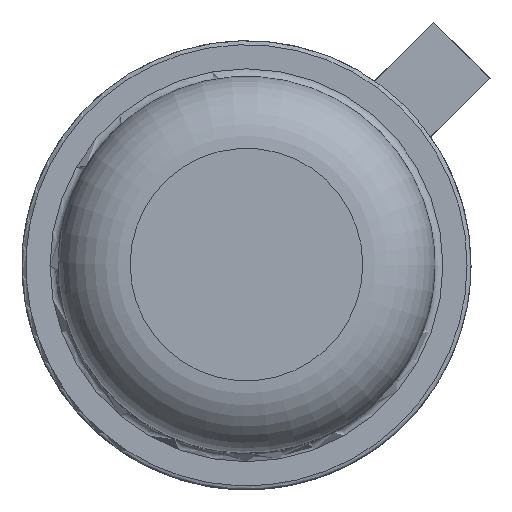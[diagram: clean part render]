
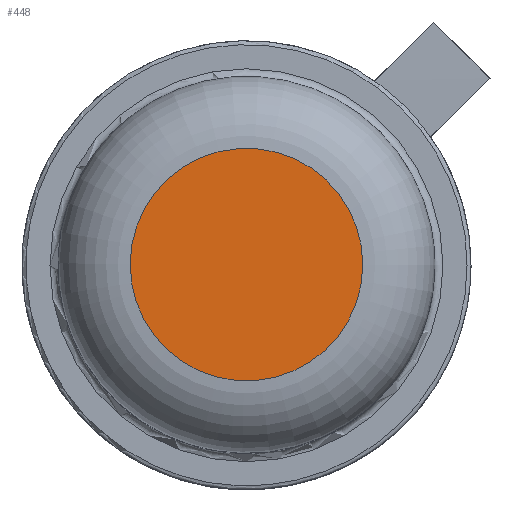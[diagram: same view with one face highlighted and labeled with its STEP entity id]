
A CAD part, top view. The second image highlights one B-rep face of the part: STEP entity #448.
In plain terms, the highlighted planar face has unit normal (0, 0, 1).
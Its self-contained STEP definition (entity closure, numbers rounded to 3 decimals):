
#448=ADVANCED_FACE('',(#1176),#1178,.F.);
#1176=FACE_BOUND('',#1177,.T.);
#1177=EDGE_LOOP('',(#2212));
#1178=PLANE('',#1179);
#1179=AXIS2_PLACEMENT_3D('',#1180,#1181,#1182);
#1180=CARTESIAN_POINT('',(0.,0.,5.));
#1181=DIRECTION('',(0.,0.,-1.));
#1182=DIRECTION('',(-1.,0.,0.));
#2212=ORIENTED_EDGE('',*,*,#2424,.F.);
#2424=EDGE_CURVE('',#2569,#2569,#2570,.T.);
#2569=VERTEX_POINT('',#4181);
#2570=B_SPLINE_CURVE_WITH_KNOTS('',3,
(#4182,#4183,#4184,#4185,#4186,#4187,#4188,#4189,#4190,#4191,#4192,#4193,#4194,#4195,
#4196,#4197,#4198,#4199,#4200,#4201,#4202,#4203,#4204,#4205,#4206,#4207,#4208,#4209,
#4210,#4211,#4212,#4213,#4214,#4215,#4216,#4217,#4218,#4219,#4220,#4221,#4222,#4223,
#4224,#4225,#4226,#4227,#4228,#4229,#4230,#4231,#4232,#4233,#4234,#4235,#4236,#4237,
#4238,#4239,#4240,#4241,#4242,#4243,#4244,#4245,#4246,#4247,#4248,#4249,#4250,#4251,
#4252,#4253,#4254,#4255,#4256,#4257,#4258,#4259,#4260,#4261,#4262,#4263,#4264,#4265,
#4266,#4267,#4268,#4269,#4270,#4271,#4272,#4273,#4274,#4275,#4276,#4277,#4278,#4279,
#4280,#4281,#4282,#4283,#4284,#4285,#4286,#4287),
.UNSPECIFIED.,.T.,.F.,
(4,2,2,2,2,2,2,2,2,2,2,2,2,2,2,2,2,2,2,2,2,2,2,2,2,2,2,2,2,2,2,2,2,2,2,2,2,2,2,2,
2,2,2,2,2,2,2,2,2,2,2,2,4),
(0.,0.018,0.038,0.058,0.079,0.1,
0.121,0.141,0.162,0.182,0.202,
0.222,0.242,0.262,0.282,0.302,
0.322,0.342,0.361,0.381,0.4,
0.42,0.439,0.458,0.477,0.495,
0.5,0.518,0.538,0.558,0.579,0.6,
0.621,0.641,0.662,0.682,0.702,
0.722,0.742,0.762,0.782,0.802,
0.822,0.842,0.861,0.881,0.9,
0.92,0.939,0.958,0.977,0.995,
1.),
.UNSPECIFIED.);
#4181=CARTESIAN_POINT('',(1.45,0.,5.));
#4182=CARTESIAN_POINT('',(1.45,0.,5.));
#4183=CARTESIAN_POINT('',(1.45,-0.056,5.));
#4184=CARTESIAN_POINT('',(1.447,-0.111,5.));
#4185=CARTESIAN_POINT('',(1.434,-0.225,5.));
#4186=CARTESIAN_POINT('',(1.423,-0.284,5.));
#4187=CARTESIAN_POINT('',(1.395,-0.402,5.));
#4188=CARTESIAN_POINT('',(1.376,-0.462,5.));
#4189=CARTESIAN_POINT('',(1.331,-0.579,5.));
#4190=CARTESIAN_POINT('',(1.304,-0.637,5.));
#4191=CARTESIAN_POINT('',(1.244,-0.748,5.));
#4192=CARTESIAN_POINT('',(1.21,-0.802,5.));
#4193=CARTESIAN_POINT('',(1.136,-0.903,5.));
#4194=CARTESIAN_POINT('',(1.096,-0.951,5.));
#4195=CARTESIAN_POINT('',(1.01,-1.042,5.));
#4196=CARTESIAN_POINT('',(0.964,-1.085,5.));
#4197=CARTESIAN_POINT('',(0.868,-1.163,5.));
#4198=CARTESIAN_POINT('',(0.817,-1.199,5.));
#4199=CARTESIAN_POINT('',(0.712,-1.265,5.));
#4200=CARTESIAN_POINT('',(0.657,-1.294,5.));
#4201=CARTESIAN_POINT('',(0.546,-1.345,5.));
#4202=CARTESIAN_POINT('',(0.488,-1.367,5.));
#4203=CARTESIAN_POINT('',(0.371,-1.403,5.));
#4204=CARTESIAN_POINT('',(0.311,-1.418,5.));
#4205=CARTESIAN_POINT('',(0.191,-1.439,5.));
#4206=CARTESIAN_POINT('',(0.13,-1.445,5.));
#4207=CARTESIAN_POINT('',(0.008,-1.451,5.));
#4208=CARTESIAN_POINT('',(-0.053,-1.45,5.));
#4209=CARTESIAN_POINT('',(-0.173,-1.441,5.));
#4210=CARTESIAN_POINT('',(-0.234,-1.432,5.));
#4211=CARTESIAN_POINT('',(-0.352,-1.408,5.));
#4212=CARTESIAN_POINT('',(-0.41,-1.392,5.));
#4213=CARTESIAN_POINT('',(-0.524,-1.353,5.));
#4214=CARTESIAN_POINT('',(-0.58,-1.33,5.));
#4215=CARTESIAN_POINT('',(-0.687,-1.278,5.));
#4216=CARTESIAN_POINT('',(-0.74,-1.248,5.));
#4217=CARTESIAN_POINT('',(-0.84,-1.184,5.));
#4218=CARTESIAN_POINT('',(-0.888,-1.148,5.));
#4219=CARTESIAN_POINT('',(-0.979,-1.072,5.));
#4220=CARTESIAN_POINT('',(-1.022,-1.03,5.));
#4221=CARTESIAN_POINT('',(-1.102,-0.944,5.));
#4222=CARTESIAN_POINT('',(-1.14,-0.898,5.));
#4223=CARTESIAN_POINT('',(-1.209,-0.803,5.));
#4224=CARTESIAN_POINT('',(-1.241,-0.753,5.));
#4225=CARTESIAN_POINT('',(-1.297,-0.65,5.));
#4226=CARTESIAN_POINT('',(-1.323,-0.597,5.));
#4227=CARTESIAN_POINT('',(-1.366,-0.489,5.));
#4228=CARTESIAN_POINT('',(-1.385,-0.434,5.));
#4229=CARTESIAN_POINT('',(-1.415,-0.322,5.));
#4230=CARTESIAN_POINT('',(-1.427,-0.266,5.));
#4231=CARTESIAN_POINT('',(-1.443,-0.155,5.));
#4232=CARTESIAN_POINT('',(-1.447,-0.101,5.));
#4233=CARTESIAN_POINT('',(-1.45,-0.031,5.));
#4234=CARTESIAN_POINT('',(-1.45,-0.016,5.));
#4235=CARTESIAN_POINT('',(-1.45,0.056,5.));
#4236=CARTESIAN_POINT('',(-1.447,0.111,5.));
#4237=CARTESIAN_POINT('',(-1.434,0.225,5.));
#4238=CARTESIAN_POINT('',(-1.423,0.284,5.));
#4239=CARTESIAN_POINT('',(-1.395,0.402,5.));
#4240=CARTESIAN_POINT('',(-1.376,0.462,5.));
#4241=CARTESIAN_POINT('',(-1.331,0.579,5.));
#4242=CARTESIAN_POINT('',(-1.304,0.637,5.));
#4243=CARTESIAN_POINT('',(-1.244,0.748,5.));
#4244=CARTESIAN_POINT('',(-1.21,0.802,5.));
#4245=CARTESIAN_POINT('',(-1.136,0.903,5.));
#4246=CARTESIAN_POINT('',(-1.096,0.951,5.));
#4247=CARTESIAN_POINT('',(-1.01,1.042,5.));
#4248=CARTESIAN_POINT('',(-0.964,1.085,5.));
#4249=CARTESIAN_POINT('',(-0.868,1.163,5.));
#4250=CARTESIAN_POINT('',(-0.817,1.199,5.));
#4251=CARTESIAN_POINT('',(-0.712,1.265,5.));
#4252=CARTESIAN_POINT('',(-0.657,1.294,5.));
#4253=CARTESIAN_POINT('',(-0.546,1.345,5.));
#4254=CARTESIAN_POINT('',(-0.488,1.367,5.));
#4255=CARTESIAN_POINT('',(-0.371,1.403,5.));
#4256=CARTESIAN_POINT('',(-0.311,1.418,5.));
#4257=CARTESIAN_POINT('',(-0.191,1.439,5.));
#4258=CARTESIAN_POINT('',(-0.13,1.445,5.));
#4259=CARTESIAN_POINT('',(-0.008,1.451,5.));
#4260=CARTESIAN_POINT('',(0.053,1.45,5.));
#4261=CARTESIAN_POINT('',(0.173,1.441,5.));
#4262=CARTESIAN_POINT('',(0.234,1.432,5.));
#4263=CARTESIAN_POINT('',(0.352,1.408,5.));
#4264=CARTESIAN_POINT('',(0.41,1.392,5.));
#4265=CARTESIAN_POINT('',(0.524,1.353,5.));
#4266=CARTESIAN_POINT('',(0.58,1.33,5.));
#4267=CARTESIAN_POINT('',(0.687,1.278,5.));
#4268=CARTESIAN_POINT('',(0.74,1.248,5.));
#4269=CARTESIAN_POINT('',(0.84,1.184,5.));
#4270=CARTESIAN_POINT('',(0.888,1.148,5.));
#4271=CARTESIAN_POINT('',(0.979,1.072,5.));
#4272=CARTESIAN_POINT('',(1.022,1.03,5.));
#4273=CARTESIAN_POINT('',(1.102,0.944,5.));
#4274=CARTESIAN_POINT('',(1.14,0.898,5.));
#4275=CARTESIAN_POINT('',(1.209,0.803,5.));
#4276=CARTESIAN_POINT('',(1.241,0.753,5.));
#4277=CARTESIAN_POINT('',(1.297,0.65,5.));
#4278=CARTESIAN_POINT('',(1.323,0.597,5.));
#4279=CARTESIAN_POINT('',(1.366,0.489,5.));
#4280=CARTESIAN_POINT('',(1.385,0.434,5.));
#4281=CARTESIAN_POINT('',(1.415,0.322,5.));
#4282=CARTESIAN_POINT('',(1.427,0.266,5.));
#4283=CARTESIAN_POINT('',(1.443,0.155,5.));
#4284=CARTESIAN_POINT('',(1.447,0.101,5.));
#4285=CARTESIAN_POINT('',(1.45,0.031,5.));
#4286=CARTESIAN_POINT('',(1.45,0.016,5.));
#4287=CARTESIAN_POINT('',(1.45,0.,5.));
